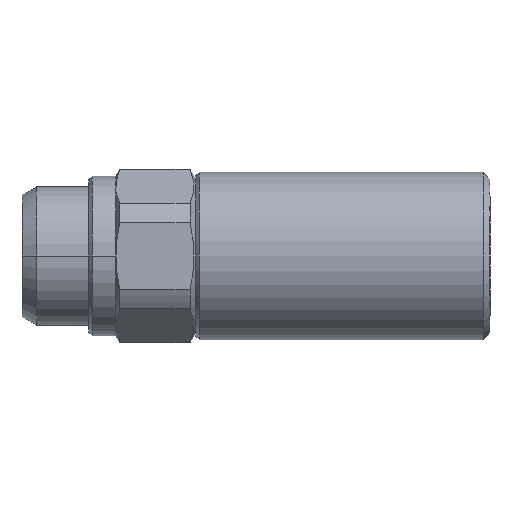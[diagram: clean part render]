
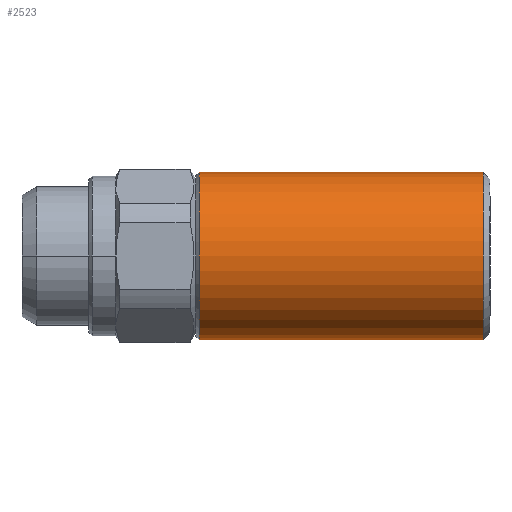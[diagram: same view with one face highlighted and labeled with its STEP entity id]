
A CAD part, front view. The second image highlights one B-rep face of the part: STEP entity #2523.
In plain terms, the highlighted cylindrical face has radius 12.5 mm (diameter 25 mm), a partial arc.
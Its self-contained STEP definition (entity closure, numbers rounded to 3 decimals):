
#14 = CARTESIAN_POINT ( 'NONE',  ( -35., 0., 12.5 ) ) ;
#29 = EDGE_CURVE ( 'NONE', #1404, #1427, #2152, .T. ) ;
#190 = DIRECTION ( 'NONE',  ( -1., 0., 0. ) ) ;
#199 = DIRECTION ( 'NONE',  ( 0., 0., -1. ) ) ;
#234 = CARTESIAN_POINT ( 'NONE',  ( 7.5, 0., 0. ) ) ;
#346 = CARTESIAN_POINT ( 'NONE',  ( -48.515, 0., 0. ) ) ;
#347 = DIRECTION ( 'NONE',  ( -1., 0., 0. ) ) ;
#348 = DIRECTION ( 'NONE',  ( 0., 0., 1. ) ) ;
#448 = CARTESIAN_POINT ( 'NONE',  ( -48.515, 0., 12.5 ) ) ;
#449 = DIRECTION ( 'NONE',  ( -1., 0., 0. ) ) ;
#459 = CARTESIAN_POINT ( 'NONE',  ( -35., 0., 0. ) ) ;
#460 = DIRECTION ( 'NONE',  ( -1., 0., 0. ) ) ;
#461 = DIRECTION ( 'NONE',  ( 0., 0., 1. ) ) ;
#740 = CARTESIAN_POINT ( 'NONE',  ( -48.515, 0., -12.5 ) ) ;
#741 = DIRECTION ( 'NONE',  ( -1., 0., 0. ) ) ;
#1360 = CARTESIAN_POINT ( 'NONE',  ( -35., 0., -12.5 ) ) ;
#1363 = CARTESIAN_POINT ( 'NONE',  ( 7.5, 0., -12.5 ) ) ;
#1376 = CARTESIAN_POINT ( 'NONE',  ( 7.5, 0., 12.5 ) ) ;
#1404 = VERTEX_POINT ( 'NONE', #1363 ) ;
#1424 = VERTEX_POINT ( 'NONE', #1360 ) ;
#1427 = VERTEX_POINT ( 'NONE', #1376 ) ;
#1436 = ORIENTED_EDGE ( 'NONE', *, *, #2555, .T. ) ;
#1455 = ORIENTED_EDGE ( 'NONE', *, *, #29, .T. ) ;
#1488 = VERTEX_POINT ( 'NONE', #14 ) ;
#1491 = ORIENTED_EDGE ( 'NONE', *, *, #2637, .F. ) ;
#1510 = ORIENTED_EDGE ( 'NONE', *, *, #2559, .F. ) ;
#1577 = EDGE_LOOP ( 'NONE', ( #1491, #1455, #1436, #1510 ) ) ;
#2106 = AXIS2_PLACEMENT_3D ( 'NONE', #459, #460, #461 ) ;
#2152 = CIRCLE ( 'NONE', #2219, 12.5 ) ;
#2219 = AXIS2_PLACEMENT_3D ( 'NONE', #234, #190, #199 ) ;
#2223 = VECTOR ( 'NONE', #449, 1000. ) ;
#2278 = VECTOR ( 'NONE', #741, 1000. ) ;
#2285 = AXIS2_PLACEMENT_3D ( 'NONE', #346, #347, #348 ) ;
#2344 = CIRCLE ( 'NONE', #2106, 12.5 ) ;
#2523 = ADVANCED_FACE ( 'NONE', ( #3206 ), #3161, .T. ) ;
#2555 = EDGE_CURVE ( 'NONE', #1427, #1488, #3209, .T. ) ;
#2559 = EDGE_CURVE ( 'NONE', #1424, #1488, #2344, .T. ) ;
#2637 = EDGE_CURVE ( 'NONE', #1404, #1424, #2990, .T. ) ;
#2990 = LINE ( 'NONE', #740, #2278 ) ;
#3161 = CYLINDRICAL_SURFACE ( 'NONE', #2285, 12.5 ) ;
#3206 = FACE_OUTER_BOUND ( 'NONE', #1577, .T. ) ;
#3209 = LINE ( 'NONE', #448, #2223 ) ;
